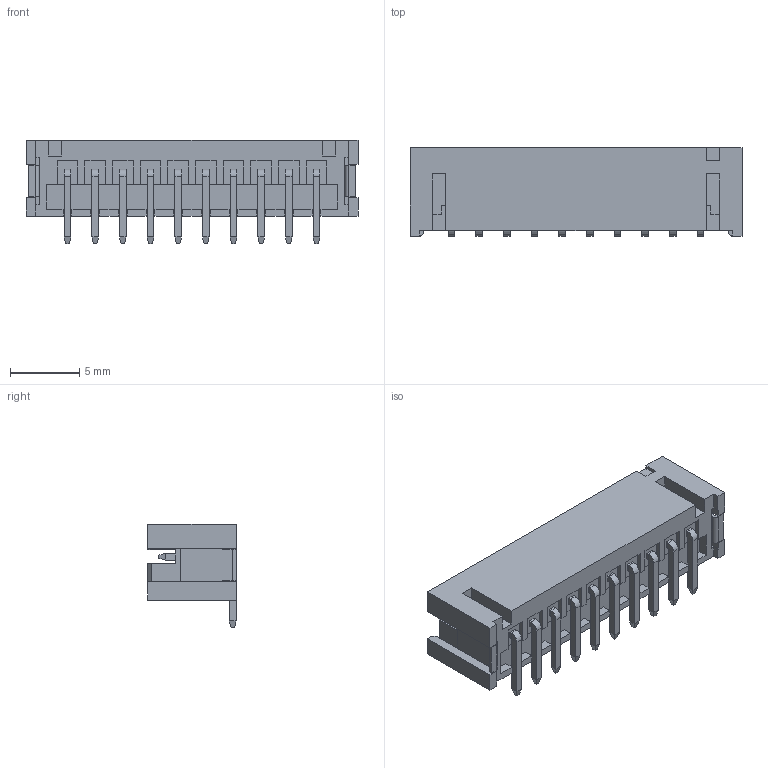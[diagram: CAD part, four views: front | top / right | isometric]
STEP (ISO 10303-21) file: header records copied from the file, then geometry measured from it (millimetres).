
FILE_DESCRIPTION (( 'STEP AP203' ), '1' );
FILE_NAME ('140-510-417-011.STEP', '2020-03-31T20:05:15', ( '' ), ( '' ), 'SwSTEP 2.0', 'SolidWorks 2016', '' );
FILE_SCHEMA (( 'CONFIG_CONTROL_DESIGN' ));
Length unit declared in the file: millimetre
Products named in the file (4): 140-510-417-011; V SMT Contact; V SMT Pad; V SMT Housing_510
Assembly tree (13 placements, depth 2):
  140-510-417-011
    V SMT Housing_510
    V SMT Contact  x10
    V SMT Pad  x2
Bounding box: 24 x 6.4 x 7.5 mm (x, y, z)
Volume: 351.4 mm3; surface area: 1269.2 mm2
Topology: 13 solids, 13 shells, 480 faces, 1204 edges, 746 vertices
Faces by surface type: plane 456, cylinder 24
Entity records: 9358 total; most frequent: CARTESIAN_POINT 1562, ORIENTED_EDGE 1544, DIRECTION 1348, EDGE_CURVE 772, VECTOR 764, LINE 764, VERTEX_POINT 506, AXIS2_PLACEMENT_3D 292
